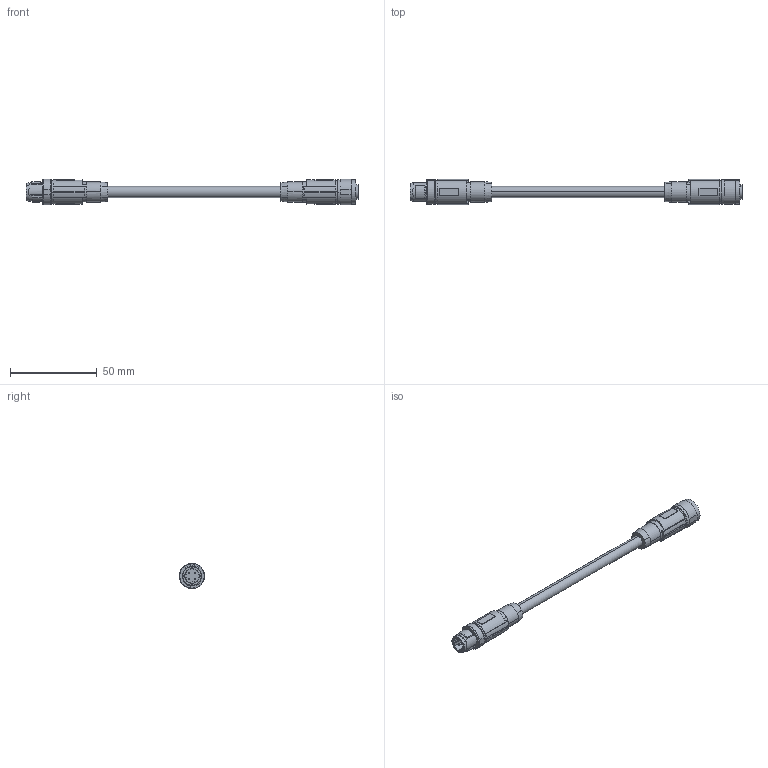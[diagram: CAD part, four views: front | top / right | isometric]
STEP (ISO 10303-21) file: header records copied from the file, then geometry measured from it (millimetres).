
FILE_DESCRIPTION(('SolidDesigner STEP Export'),'2;1');
FILE_NAME('1406129_NBC_MSD_2.0_93E_FSD_SCO_US-select.stp','2013-06-06T12:18:20',(''),(''),'Creo Elements/Direct Modeling STEP processor for AP214 (Solid Model)','Creo Elements/Direct Modeling 18.1 06-May-2012 (C) Parametric Technology GmbH','');
FILE_SCHEMA(('AUTOMOTIVE_DESIGN { 1 0 10303 214 1 1 1 1 }'));
Length unit declared in the file: millimetre
Products named in the file (1): 1406129_NBC_MSD_2.0_93E_FSD_SCO_US-select
Bounding box: 191.8 x 15 x 14.79 mm (x, y, z)
Volume: 14746.9 mm3; surface area: 7475.6 mm2
Topology: 1 solids, 1 shells, 253 faces, 642 edges, 418 vertices
Faces by surface type: plane 125, cylinder 88, cone 34, bspline 6
Entity records: 13441 total; most frequent: CARTESIAN_POINT 5608, ORIENTED_EDGE 1284, DIRECTION 1049, EDGE_CURVE 642, VERTEX_POINT 418, AXIS2_PLACEMENT_3D 376, VECTOR 297, LINE 297
